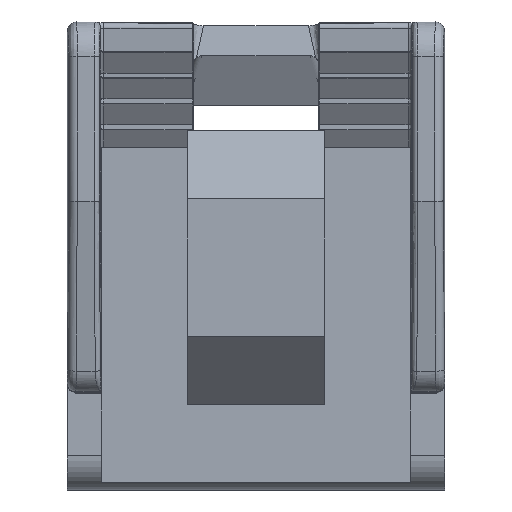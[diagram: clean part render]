
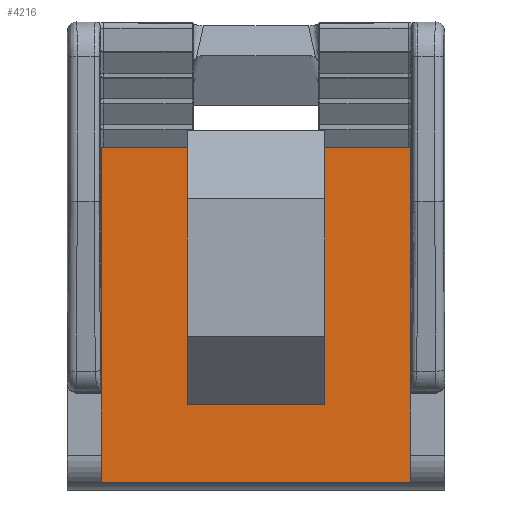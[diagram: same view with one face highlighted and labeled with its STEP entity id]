
A CAD part, front view. The second image highlights one B-rep face of the part: STEP entity #4216.
In plain terms, the highlighted face is planar.
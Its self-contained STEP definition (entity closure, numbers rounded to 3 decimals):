
#97 = CARTESIAN_POINT ( 'NONE',  ( -21., -5., 15. ) ) ;
#140 = ORIENTED_EDGE ( 'NONE', *, *, #3930, .F. ) ;
#224 = VECTOR ( 'NONE', #4868, 1000. ) ;
#318 = LINE ( 'NONE', #9273, #8105 ) ;
#332 = EDGE_CURVE ( 'NONE', #5381, #9405, #426, .T. ) ;
#411 = EDGE_CURVE ( 'NONE', #6837, #8053, #9168, .T. ) ;
#426 = LINE ( 'NONE', #7275, #2778 ) ;
#536 = VECTOR ( 'NONE', #1483, 1000. ) ;
#561 = VECTOR ( 'NONE', #7434, 1000. ) ;
#584 = VERTEX_POINT ( 'NONE', #3203 ) ;
#804 = DIRECTION ( 'NONE',  ( -1., 0., 0. ) ) ;
#927 = LINE ( 'NONE', #6985, #2145 ) ;
#998 = AXIS2_PLACEMENT_3D ( 'NONE', #4543, #6787, #4854 ) ;
#1046 = VECTOR ( 'NONE', #5511, 1000. ) ;
#1073 = VERTEX_POINT ( 'NONE', #7522 ) ;
#1218 = FACE_OUTER_BOUND ( 'NONE', #7242, .T. ) ;
#1461 = CARTESIAN_POINT ( 'NONE',  ( -21., -5., 7. ) ) ;
#1483 = DIRECTION ( 'NONE',  ( 0., 0., 1. ) ) ;
#1693 = EDGE_CURVE ( 'NONE', #8053, #7600, #7411, .T. ) ;
#1950 = VERTEX_POINT ( 'NONE', #9277 ) ;
#1982 = ORIENTED_EDGE ( 'NONE', *, *, #8621, .T. ) ;
#2051 = CIRCLE ( 'NONE', #7664, 4. ) ;
#2145 = VECTOR ( 'NONE', #6329, 1000. ) ;
#2186 = EDGE_CURVE ( 'NONE', #7600, #6488, #2051, .T. ) ;
#2382 = EDGE_LOOP ( 'NONE', ( #3685, #140, #7805, #9435, #7603, #3089 ) ) ;
#2442 = CARTESIAN_POINT ( 'NONE',  ( -21., 2., 20. ) ) ;
#2778 = VECTOR ( 'NONE', #4942, 1000. ) ;
#3089 = ORIENTED_EDGE ( 'NONE', *, *, #4095, .F. ) ;
#3203 = CARTESIAN_POINT ( 'NONE',  ( -21., -17.5, 2. ) ) ;
#3250 = FACE_BOUND ( 'NONE', #2382, .T. ) ;
#3685 = ORIENTED_EDGE ( 'NONE', *, *, #332, .F. ) ;
#3750 = CARTESIAN_POINT ( 'NONE',  ( -21., -5., 11. ) ) ;
#3930 = EDGE_CURVE ( 'NONE', #6488, #5381, #318, .T. ) ;
#4095 = EDGE_CURVE ( 'NONE', #9405, #6837, #5565, .T. ) ;
#4167 = DIRECTION ( 'NONE',  ( 0., -1., 0. ) ) ;
#4191 = ORIENTED_EDGE ( 'NONE', *, *, #8455, .T. ) ;
#4216 = ADVANCED_FACE ( 'NONE', ( #3250, #1218 ), #8732, .T. ) ;
#4259 = DIRECTION ( 'NONE',  ( 0., -1., 0. ) ) ;
#4543 = CARTESIAN_POINT ( 'NONE',  ( -21., 2., 2. ) ) ;
#4740 = CARTESIAN_POINT ( 'NONE',  ( -21., -17.5, 20. ) ) ;
#4854 = DIRECTION ( 'NONE',  ( 0., -1., 0. ) ) ;
#4868 = DIRECTION ( 'NONE',  ( 0., 1., 0. ) ) ;
#4942 = DIRECTION ( 'NONE',  ( 0., 0., 1. ) ) ;
#5381 = VERTEX_POINT ( 'NONE', #7878 ) ;
#5511 = DIRECTION ( 'NONE',  ( 0., -1., 0. ) ) ;
#5565 = CIRCLE ( 'NONE', #6199, 4. ) ;
#5770 = ORIENTED_EDGE ( 'NONE', *, *, #7757, .T. ) ;
#6199 = AXIS2_PLACEMENT_3D ( 'NONE', #3750, #804, #4259 ) ;
#6303 = CARTESIAN_POINT ( 'NONE',  ( -21., -1., 11. ) ) ;
#6329 = DIRECTION ( 'NONE',  ( 0., 0., -1. ) ) ;
#6432 = DIRECTION ( 'NONE',  ( 0., 1., 0. ) ) ;
#6488 = VERTEX_POINT ( 'NONE', #1461 ) ;
#6654 = LINE ( 'NONE', #4740, #536 ) ;
#6787 = DIRECTION ( 'NONE',  ( -1., 0., 0. ) ) ;
#6837 = VERTEX_POINT ( 'NONE', #97 ) ;
#6985 = CARTESIAN_POINT ( 'NONE',  ( -21., 2., 20. ) ) ;
#7082 = LINE ( 'NONE', #2442, #224 ) ;
#7242 = EDGE_LOOP ( 'NONE', ( #4191, #1982, #8295, #5770 ) ) ;
#7275 = CARTESIAN_POINT ( 'NONE',  ( -21., -9., 11. ) ) ;
#7325 = VECTOR ( 'NONE', #6432, 1000. ) ;
#7411 = LINE ( 'NONE', #9827, #561 ) ;
#7434 = DIRECTION ( 'NONE',  ( 0., 0., -1. ) ) ;
#7485 = VERTEX_POINT ( 'NONE', #8723 ) ;
#7522 = CARTESIAN_POINT ( 'NONE',  ( -21., -17.5, 20. ) ) ;
#7600 = VERTEX_POINT ( 'NONE', #6303 ) ;
#7603 = ORIENTED_EDGE ( 'NONE', *, *, #411, .F. ) ;
#7664 = AXIS2_PLACEMENT_3D ( 'NONE', #9927, #7936, #7776 ) ;
#7757 = EDGE_CURVE ( 'NONE', #1073, #7485, #7082, .T. ) ;
#7776 = DIRECTION ( 'NONE',  ( 0., -1., 0. ) ) ;
#7805 = ORIENTED_EDGE ( 'NONE', *, *, #2186, .F. ) ;
#7814 = CARTESIAN_POINT ( 'NONE',  ( -21., -1., 15. ) ) ;
#7878 = CARTESIAN_POINT ( 'NONE',  ( -21., -9., 7. ) ) ;
#7936 = DIRECTION ( 'NONE',  ( -1., 0., 0. ) ) ;
#8053 = VERTEX_POINT ( 'NONE', #9098 ) ;
#8105 = VECTOR ( 'NONE', #4167, 1000. ) ;
#8295 = ORIENTED_EDGE ( 'NONE', *, *, #9256, .T. ) ;
#8455 = EDGE_CURVE ( 'NONE', #7485, #1950, #927, .T. ) ;
#8621 = EDGE_CURVE ( 'NONE', #1950, #584, #10286, .T. ) ;
#8723 = CARTESIAN_POINT ( 'NONE',  ( -21., 2., 20. ) ) ;
#8732 = PLANE ( 'NONE',  #998 ) ;
#9098 = CARTESIAN_POINT ( 'NONE',  ( -21., -1., 15. ) ) ;
#9168 = LINE ( 'NONE', #7814, #7325 ) ;
#9256 = EDGE_CURVE ( 'NONE', #584, #1073, #6654, .T. ) ;
#9273 = CARTESIAN_POINT ( 'NONE',  ( -21., -5., 7. ) ) ;
#9277 = CARTESIAN_POINT ( 'NONE',  ( -21., 2., 2. ) ) ;
#9405 = VERTEX_POINT ( 'NONE', #10124 ) ;
#9435 = ORIENTED_EDGE ( 'NONE', *, *, #1693, .F. ) ;
#9503 = CARTESIAN_POINT ( 'NONE',  ( -21., 2., 2. ) ) ;
#9827 = CARTESIAN_POINT ( 'NONE',  ( -21., -1., 15. ) ) ;
#9927 = CARTESIAN_POINT ( 'NONE',  ( -21., -5., 11. ) ) ;
#10124 = CARTESIAN_POINT ( 'NONE',  ( -21., -9., 11. ) ) ;
#10286 = LINE ( 'NONE', #9503, #1046 ) ;
